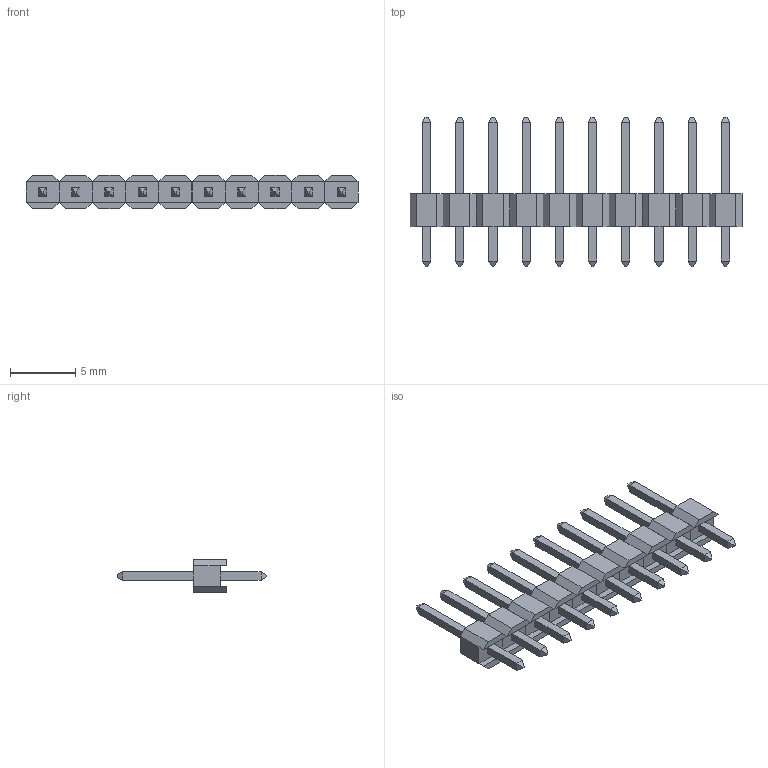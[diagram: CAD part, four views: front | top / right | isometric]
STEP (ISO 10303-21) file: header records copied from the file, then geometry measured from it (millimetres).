
FILE_DESCRIPTION (( 'STEP AP214' ), '1' );
FILE_NAME ('PREC010SAAN-RC.STEP', '2018-01-16T20:18:06', ( '' ), ( '' ), 'SwSTEP 2.0', 'SolidWorks 2014', '' );
FILE_SCHEMA (( 'AUTOMOTIVE_DESIGN' ));
Length unit declared in the file: millimetre
Products named in the file (2): 1 row end bumps format; PREC010SAAN-RC
Assembly tree (10 placements, depth 2):
  PREC010SAAN-RC
    1 row end bumps format  x10
Bounding box: 25.4 x 11.43 x 2.54 mm (x, y, z)
Volume: 168.3 mm3; surface area: 601.3 mm2
Topology: 30 solids, 30 shells, 340 faces, 720 edges, 440 vertices
Faces by surface type: plane 340
Entity records: 1036 total; most frequent: DIRECTION 166, CARTESIAN_POINT 163, ORIENTED_EDGE 144, VECTOR 72, EDGE_CURVE 72, LINE 72, AXIS2_PLACEMENT_3D 47, VERTEX_POINT 44
